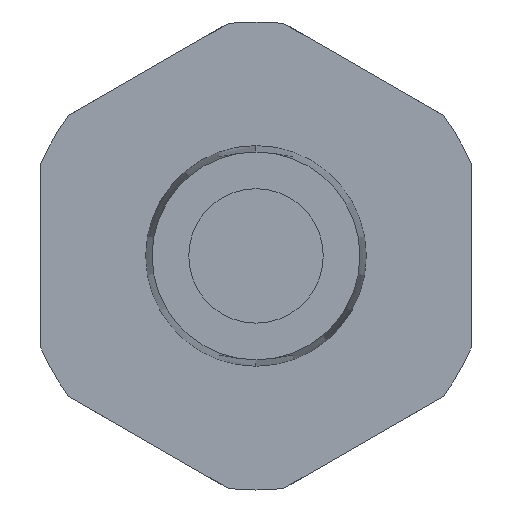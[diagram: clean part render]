
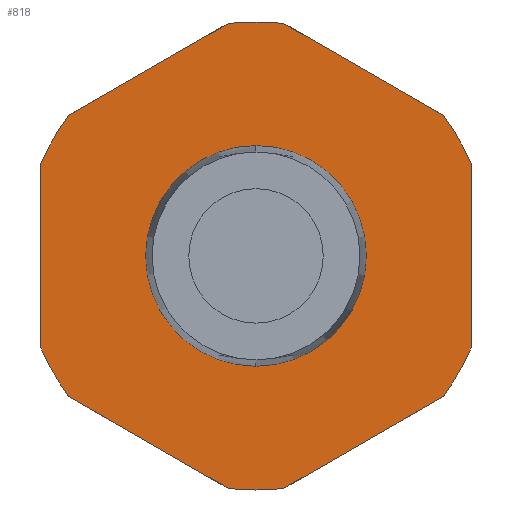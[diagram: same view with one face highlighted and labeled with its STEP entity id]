
A CAD part, front view. The second image highlights one B-rep face of the part: STEP entity #818.
In plain terms, the highlighted planar face has unit normal (0, -1, 0).
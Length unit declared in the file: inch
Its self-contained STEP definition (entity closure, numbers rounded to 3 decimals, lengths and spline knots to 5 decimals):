
#55 = DIRECTION ( 'NONE',  ( 0., 0., -1. ) ) ;
#57 = AXIS2_PLACEMENT_3D ( 'NONE', #841, #2758, #1104 ) ;
#90 = VECTOR ( 'NONE', #1508, 39.37008 ) ;
#93 = CARTESIAN_POINT ( 'NONE',  ( -0.05195, 0., 0.43189 ) ) ;
#108 = VERTEX_POINT ( 'NONE', #2328 ) ;
#116 = EDGE_CURVE ( 'NONE', #108, #2528, #2379, .T. ) ;
#163 = VERTEX_POINT ( 'NONE', #1564 ) ;
#186 = CIRCLE ( 'NONE', #2886, 0.435 ) ;
#255 = DIRECTION ( 'NONE',  ( 0., 0., -1. ) ) ;
#285 = CIRCLE ( 'NONE', #968, 0.435 ) ;
#297 = CARTESIAN_POINT ( 'NONE',  ( 0., 0., 0. ) ) ;
#313 = EDGE_CURVE ( 'NONE', #1313, #2295, #591, .T. ) ;
#314 = ORIENTED_EDGE ( 'NONE', *, *, #1621, .T. ) ;
#325 = VECTOR ( 'NONE', #2322, 39.37008 ) ;
#347 = CARTESIAN_POINT ( 'NONE',  ( 0., 0., 0. ) ) ;
#361 = ORIENTED_EDGE ( 'NONE', *, *, #116, .F. ) ;
#395 = CARTESIAN_POINT ( 'NONE',  ( -0.4, 0., -0.23094 ) ) ;
#488 = ORIENTED_EDGE ( 'NONE', *, *, #1691, .F. ) ;
#505 = EDGE_CURVE ( 'NONE', #633, #3202, #1783, .T. ) ;
#539 = FACE_OUTER_BOUND ( 'NONE', #3071, .T. ) ;
#583 = DIRECTION ( 'NONE',  ( 0., 0., -1. ) ) ;
#591 = CIRCLE ( 'NONE', #3518, 0.205 ) ;
#630 = DIRECTION ( 'NONE',  ( 0., 0., -1. ) ) ;
#632 = DIRECTION ( 'NONE',  ( 0., -1., 0. ) ) ;
#633 = VERTEX_POINT ( 'NONE', #1291 ) ;
#667 = DIRECTION ( 'NONE',  ( -0.866, 0., 0.5 ) ) ;
#702 = CARTESIAN_POINT ( 'NONE',  ( 0., 0., 0.46188 ) ) ;
#720 = VECTOR ( 'NONE', #667, 39.37008 ) ;
#723 = CARTESIAN_POINT ( 'NONE',  ( 0., 0., 0. ) ) ;
#736 = CARTESIAN_POINT ( 'NONE',  ( 0., 0., 0.205 ) ) ;
#811 = LINE ( 'NONE', #2332, #90 ) ;
#818 = ADVANCED_FACE ( 'NONE', ( #2643, #539 ), #3062, .F. ) ;
#841 = CARTESIAN_POINT ( 'NONE',  ( 0., 0., 0. ) ) ;
#842 = DIRECTION ( 'NONE',  ( 0., -1., 0. ) ) ;
#877 = ORIENTED_EDGE ( 'NONE', *, *, #1776, .T. ) ;
#931 = CARTESIAN_POINT ( 'NONE',  ( 0.4, 0., 0.23094 ) ) ;
#946 = ORIENTED_EDGE ( 'NONE', *, *, #3474, .T. ) ;
#968 = AXIS2_PLACEMENT_3D ( 'NONE', #3549, #1892, #255 ) ;
#988 = DIRECTION ( 'NONE',  ( 0., 0., -1. ) ) ;
#991 = DIRECTION ( 'NONE',  ( 0.866, 0., 0.5 ) ) ;
#1037 = CIRCLE ( 'NONE', #2491, 0.435 ) ;
#1053 = LINE ( 'NONE', #931, #2351 ) ;
#1057 = VERTEX_POINT ( 'NONE', #3026 ) ;
#1071 = ORIENTED_EDGE ( 'NONE', *, *, #1256, .F. ) ;
#1104 = DIRECTION ( 'NONE',  ( 0., 0., -1. ) ) ;
#1143 = EDGE_CURVE ( 'NONE', #163, #3023, #1053, .T. ) ;
#1154 = VERTEX_POINT ( 'NONE', #3406 ) ;
#1206 = DIRECTION ( 'NONE',  ( 0., 0., -1. ) ) ;
#1220 = EDGE_LOOP ( 'NONE', ( #488, #1531 ) ) ;
#1227 = EDGE_CURVE ( 'NONE', #2765, #1829, #811, .T. ) ;
#1254 = CARTESIAN_POINT ( 'NONE',  ( 0.4, 0., -0.17095 ) ) ;
#1256 = EDGE_CURVE ( 'NONE', #2665, #1859, #1533, .T. ) ;
#1291 = CARTESIAN_POINT ( 'NONE',  ( -0.4, 0., -0.17095 ) ) ;
#1313 = VERTEX_POINT ( 'NONE', #736 ) ;
#1317 = ORIENTED_EDGE ( 'NONE', *, *, #3530, .T. ) ;
#1369 = AXIS2_PLACEMENT_3D ( 'NONE', #3114, #1465, #3390 ) ;
#1393 = ORIENTED_EDGE ( 'NONE', *, *, #1143, .F. ) ;
#1398 = ORIENTED_EDGE ( 'NONE', *, *, #3020, .T. ) ;
#1410 = DIRECTION ( 'NONE',  ( 0., 1., 0. ) ) ;
#1445 = LINE ( 'NONE', #1471, #720 ) ;
#1452 = CARTESIAN_POINT ( 'NONE',  ( 0.05195, 0., -0.43189 ) ) ;
#1465 = DIRECTION ( 'NONE',  ( 0., -1., 0. ) ) ;
#1471 = CARTESIAN_POINT ( 'NONE',  ( 0., 0., -0.46188 ) ) ;
#1508 = DIRECTION ( 'NONE',  ( -0.866, 0., -0.5 ) ) ;
#1524 = ORIENTED_EDGE ( 'NONE', *, *, #3496, .T. ) ;
#1531 = ORIENTED_EDGE ( 'NONE', *, *, #313, .F. ) ;
#1533 = LINE ( 'NONE', #1803, #2165 ) ;
#1564 = CARTESIAN_POINT ( 'NONE',  ( 0.4, 0., 0.17095 ) ) ;
#1621 = EDGE_CURVE ( 'NONE', #1057, #1829, #285, .T. ) ;
#1651 = VECTOR ( 'NONE', #2616, 39.37008 ) ;
#1680 = DIRECTION ( 'NONE',  ( 0., -1., 0. ) ) ;
#1691 = EDGE_CURVE ( 'NONE', #2295, #1313, #3343, .T. ) ;
#1718 = CARTESIAN_POINT ( 'NONE',  ( 0., 0., -0.205 ) ) ;
#1771 = AXIS2_PLACEMENT_3D ( 'NONE', #347, #2261, #630 ) ;
#1776 = EDGE_CURVE ( 'NONE', #2765, #3023, #2425, .T. ) ;
#1783 = LINE ( 'NONE', #395, #325 ) ;
#1803 = CARTESIAN_POINT ( 'NONE',  ( -0.4, 0., 0.23094 ) ) ;
#1829 = VERTEX_POINT ( 'NONE', #1452 ) ;
#1859 = VERTEX_POINT ( 'NONE', #93 ) ;
#1892 = DIRECTION ( 'NONE',  ( 0., -1., 0. ) ) ;
#1924 = AXIS2_PLACEMENT_3D ( 'NONE', #2482, #1410, #3329 ) ;
#1983 = CARTESIAN_POINT ( 'NONE',  ( -0.05195, 0., -0.43189 ) ) ;
#2165 = VECTOR ( 'NONE', #991, 39.37008 ) ;
#2214 = DIRECTION ( 'NONE',  ( 0., -1., 0. ) ) ;
#2261 = DIRECTION ( 'NONE',  ( 0., -1., 0. ) ) ;
#2265 = CARTESIAN_POINT ( 'NONE',  ( 0., 0., 0. ) ) ;
#2295 = VERTEX_POINT ( 'NONE', #1718 ) ;
#2322 = DIRECTION ( 'NONE',  ( 0., 0., 1. ) ) ;
#2328 = CARTESIAN_POINT ( 'NONE',  ( 0.05195, 0., 0.43189 ) ) ;
#2332 = CARTESIAN_POINT ( 'NONE',  ( 0.4, 0., -0.23094 ) ) ;
#2351 = VECTOR ( 'NONE', #1206, 39.37008 ) ;
#2373 = CIRCLE ( 'NONE', #3060, 0.435 ) ;
#2379 = LINE ( 'NONE', #702, #1651 ) ;
#2386 = EDGE_CURVE ( 'NONE', #3535, #1154, #1445, .T. ) ;
#2425 = CIRCLE ( 'NONE', #1771, 0.435 ) ;
#2475 = CARTESIAN_POINT ( 'NONE',  ( 0., 0., 0. ) ) ;
#2482 = CARTESIAN_POINT ( 'NONE',  ( 0., 0., 0. ) ) ;
#2491 = AXIS2_PLACEMENT_3D ( 'NONE', #723, #2634, #988 ) ;
#2528 = VERTEX_POINT ( 'NONE', #2931 ) ;
#2543 = DIRECTION ( 'NONE',  ( 0., 0., -1. ) ) ;
#2616 = DIRECTION ( 'NONE',  ( 0.866, 0., -0.5 ) ) ;
#2634 = DIRECTION ( 'NONE',  ( 0., -1., 0. ) ) ;
#2643 = FACE_BOUND ( 'NONE', #1220, .T. ) ;
#2665 = VERTEX_POINT ( 'NONE', #2753 ) ;
#2753 = CARTESIAN_POINT ( 'NONE',  ( -0.34805, 0., 0.26093 ) ) ;
#2758 = DIRECTION ( 'NONE',  ( 0., -1., 0. ) ) ;
#2760 = DIRECTION ( 'NONE',  ( 0., 0., -1. ) ) ;
#2765 = VERTEX_POINT ( 'NONE', #2789 ) ;
#2789 = CARTESIAN_POINT ( 'NONE',  ( 0.34805, 0., -0.26093 ) ) ;
#2847 = EDGE_CURVE ( 'NONE', #2665, #3202, #3498, .T. ) ;
#2871 = ORIENTED_EDGE ( 'NONE', *, *, #1227, .F. ) ;
#2886 = AXIS2_PLACEMENT_3D ( 'NONE', #2475, #842, #2760 ) ;
#2917 = ORIENTED_EDGE ( 'NONE', *, *, #505, .F. ) ;
#2931 = CARTESIAN_POINT ( 'NONE',  ( 0.34805, 0., 0.26093 ) ) ;
#2939 = CIRCLE ( 'NONE', #3434, 0.435 ) ;
#2981 = CARTESIAN_POINT ( 'NONE',  ( -0.4, 0., 0.17095 ) ) ;
#3020 = EDGE_CURVE ( 'NONE', #108, #1859, #1037, .T. ) ;
#3023 = VERTEX_POINT ( 'NONE', #1254 ) ;
#3026 = CARTESIAN_POINT ( 'NONE',  ( 0., 0., -0.435 ) ) ;
#3060 = AXIS2_PLACEMENT_3D ( 'NONE', #3339, #1680, #55 ) ;
#3062 = PLANE ( 'NONE',  #1924 ) ;
#3071 = EDGE_LOOP ( 'NONE', ( #1317, #3459, #946, #314, #2871, #877, #1393, #1524, #361, #1398, #1071, #3321, #2917 ) ) ;
#3114 = CARTESIAN_POINT ( 'NONE',  ( 0., 0., 0. ) ) ;
#3202 = VERTEX_POINT ( 'NONE', #2981 ) ;
#3321 = ORIENTED_EDGE ( 'NONE', *, *, #2847, .T. ) ;
#3329 = DIRECTION ( 'NONE',  ( 0., 0., 1. ) ) ;
#3339 = CARTESIAN_POINT ( 'NONE',  ( 0., 0., 0. ) ) ;
#3343 = CIRCLE ( 'NONE', #57, 0.205 ) ;
#3390 = DIRECTION ( 'NONE',  ( 0., 0., -1. ) ) ;
#3406 = CARTESIAN_POINT ( 'NONE',  ( -0.34805, 0., -0.26093 ) ) ;
#3434 = AXIS2_PLACEMENT_3D ( 'NONE', #2265, #632, #2543 ) ;
#3459 = ORIENTED_EDGE ( 'NONE', *, *, #2386, .F. ) ;
#3474 = EDGE_CURVE ( 'NONE', #3535, #1057, #186, .T. ) ;
#3496 = EDGE_CURVE ( 'NONE', #163, #2528, #2373, .T. ) ;
#3498 = CIRCLE ( 'NONE', #1369, 0.435 ) ;
#3518 = AXIS2_PLACEMENT_3D ( 'NONE', #297, #2214, #583 ) ;
#3530 = EDGE_CURVE ( 'NONE', #633, #1154, #2939, .T. ) ;
#3535 = VERTEX_POINT ( 'NONE', #1983 ) ;
#3549 = CARTESIAN_POINT ( 'NONE',  ( 0., 0., 0. ) ) ;
